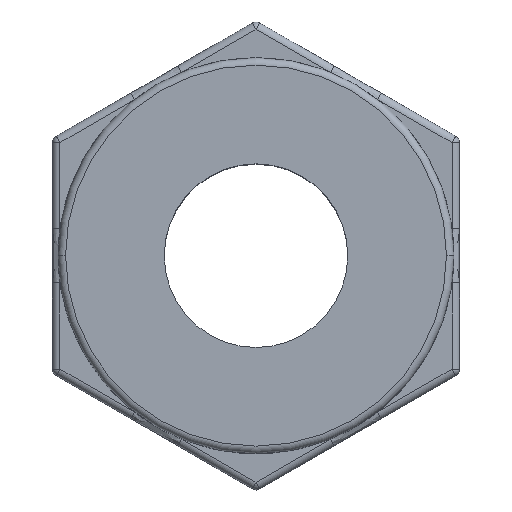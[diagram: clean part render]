
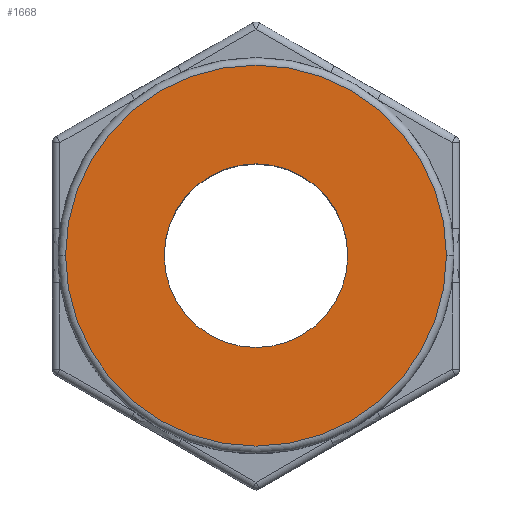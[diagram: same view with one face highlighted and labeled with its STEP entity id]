
A CAD part, top view. The second image highlights one B-rep face of the part: STEP entity #1668.
In plain terms, the highlighted planar face has unit normal (0, 0, 1).
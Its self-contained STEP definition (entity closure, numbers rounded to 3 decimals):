
#16 = ORIENTED_EDGE ( 'NONE', *, *, #611, .T. ) ;
#67 = DIRECTION ( 'NONE',  ( 0., 0., 1. ) ) ;
#70 = CARTESIAN_POINT ( 'NONE',  ( 0., 0., 3.8 ) ) ;
#113 = FACE_OUTER_BOUND ( 'NONE', #792, .T. ) ;
#114 = CARTESIAN_POINT ( 'NONE',  ( 0., 0., 3.8 ) ) ;
#121 = CIRCLE ( 'NONE', #1131, 1.229 ) ;
#129 = CARTESIAN_POINT ( 'NONE',  ( 0., -1.229, 3.8 ) ) ;
#168 = CIRCLE ( 'NONE', #344, 2.55 ) ;
#236 = EDGE_CURVE ( 'NONE', #1143, #326, #653, .T. ) ;
#313 = CIRCLE ( 'NONE', #1399, 2.55 ) ;
#326 = VERTEX_POINT ( 'NONE', #1166 ) ;
#344 = AXIS2_PLACEMENT_3D ( 'NONE', #1517, #809, #683 ) ;
#345 = CARTESIAN_POINT ( 'NONE',  ( 0., 0., 3.8 ) ) ;
#375 = VERTEX_POINT ( 'NONE', #1022 ) ;
#405 = DIRECTION ( 'NONE',  ( -1., 0., 0. ) ) ;
#438 = EDGE_LOOP ( 'NONE', ( #584, #564 ) ) ;
#552 = CARTESIAN_POINT ( 'NONE',  ( 0., 0., 3.8 ) ) ;
#564 = ORIENTED_EDGE ( 'NONE', *, *, #1632, .T. ) ;
#566 = FACE_BOUND ( 'NONE', #438, .T. ) ;
#584 = ORIENTED_EDGE ( 'NONE', *, *, #236, .T. ) ;
#611 = EDGE_CURVE ( 'NONE', #375, #876, #168, .T. ) ;
#632 = DIRECTION ( 'NONE',  ( -1., 0., 0. ) ) ;
#637 = DIRECTION ( 'NONE',  ( 0., 0., -1. ) ) ;
#653 = CIRCLE ( 'NONE', #1685, 1.229 ) ;
#655 = AXIS2_PLACEMENT_3D ( 'NONE', #552, #1109, #405 ) ;
#683 = DIRECTION ( 'NONE',  ( -1., 0., 0. ) ) ;
#792 = EDGE_LOOP ( 'NONE', ( #1206, #16 ) ) ;
#809 = DIRECTION ( 'NONE',  ( 0., 0., 1. ) ) ;
#850 = PLANE ( 'NONE',  #655 ) ;
#876 = VERTEX_POINT ( 'NONE', #1479 ) ;
#1022 = CARTESIAN_POINT ( 'NONE',  ( 2.55, 0., 3.8 ) ) ;
#1109 = DIRECTION ( 'NONE',  ( 0., 0., -1. ) ) ;
#1131 = AXIS2_PLACEMENT_3D ( 'NONE', #70, #637, #1191 ) ;
#1143 = VERTEX_POINT ( 'NONE', #129 ) ;
#1166 = CARTESIAN_POINT ( 'NONE',  ( 0., 1.229, 3.8 ) ) ;
#1191 = DIRECTION ( 'NONE',  ( 0., -1., 0. ) ) ;
#1206 = ORIENTED_EDGE ( 'NONE', *, *, #1262, .T. ) ;
#1262 = EDGE_CURVE ( 'NONE', #876, #375, #313, .T. ) ;
#1263 = DIRECTION ( 'NONE',  ( 0., 0., -1. ) ) ;
#1399 = AXIS2_PLACEMENT_3D ( 'NONE', #345, #67, #632 ) ;
#1479 = CARTESIAN_POINT ( 'NONE',  ( -2.55, 0., 3.8 ) ) ;
#1517 = CARTESIAN_POINT ( 'NONE',  ( 0., 0., 3.8 ) ) ;
#1632 = EDGE_CURVE ( 'NONE', #326, #1143, #121, .T. ) ;
#1668 = ADVANCED_FACE ( 'NONE', ( #566, #113 ), #850, .F. ) ;
#1685 = AXIS2_PLACEMENT_3D ( 'NONE', #114, #1263, #1800 ) ;
#1800 = DIRECTION ( 'NONE',  ( 0., -1., 0. ) ) ;
